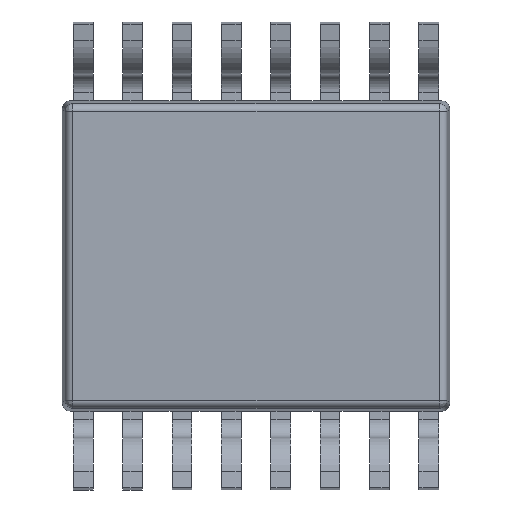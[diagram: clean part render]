
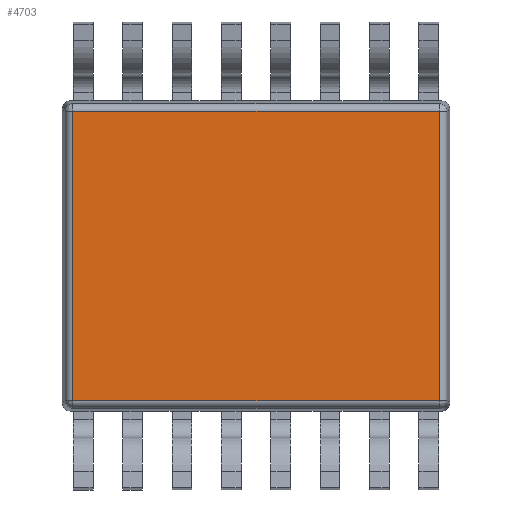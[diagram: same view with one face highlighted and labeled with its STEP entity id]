
A CAD part, front view. The second image highlights one B-rep face of the part: STEP entity #4703.
In plain terms, the highlighted planar face has unit normal (0, -1, 0).
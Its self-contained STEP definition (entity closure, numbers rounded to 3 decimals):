
#24 = DIRECTION ( 'NONE',  ( 0., 0., 1. ) ) ;
#262 = LINE ( 'NONE', #2395, #7934 ) ;
#276 = VERTEX_POINT ( 'NONE', #10708 ) ;
#314 = CARTESIAN_POINT ( 'NONE',  ( 2.355, -0.71, 1.86 ) ) ;
#461 = FACE_OUTER_BOUND ( 'NONE', #1370, .T. ) ;
#1080 = AXIS2_PLACEMENT_3D ( 'NONE', #8210, #1279, #7254 ) ;
#1279 = DIRECTION ( 'NONE',  ( 0., -1., 0. ) ) ;
#1370 = EDGE_LOOP ( 'NONE', ( #1392, #7752, #8898, #11136 ) ) ;
#1392 = ORIENTED_EDGE ( 'NONE', *, *, #4700, .T. ) ;
#2395 = CARTESIAN_POINT ( 'NONE',  ( 2.49, -0.71, 1.86 ) ) ;
#2855 = CARTESIAN_POINT ( 'NONE',  ( -2.355, -0.71, 1.995 ) ) ;
#3294 = EDGE_CURVE ( 'NONE', #11167, #5042, #5834, .T. ) ;
#3476 = LINE ( 'NONE', #7384, #11185 ) ;
#3594 = DIRECTION ( 'NONE',  ( 0., 0., -1. ) ) ;
#4024 = CARTESIAN_POINT ( 'NONE',  ( 2.49, -0.71, -1.86 ) ) ;
#4193 = EDGE_CURVE ( 'NONE', #11167, #276, #5963, .T. ) ;
#4700 = EDGE_CURVE ( 'NONE', #9301, #276, #262, .T. ) ;
#4703 = ADVANCED_FACE ( 'NONE', ( #461 ), #8155, .T. ) ;
#4877 = EDGE_CURVE ( 'NONE', #9301, #5042, #3476, .T. ) ;
#5042 = VERTEX_POINT ( 'NONE', #5950 ) ;
#5834 = LINE ( 'NONE', #4024, #12163 ) ;
#5950 = CARTESIAN_POINT ( 'NONE',  ( 2.355, -0.71, -1.86 ) ) ;
#5963 = LINE ( 'NONE', #2855, #12394 ) ;
#7254 = DIRECTION ( 'NONE',  ( 0., 0., -1. ) ) ;
#7384 = CARTESIAN_POINT ( 'NONE',  ( 2.355, -0.71, 1.995 ) ) ;
#7752 = ORIENTED_EDGE ( 'NONE', *, *, #4193, .F. ) ;
#7934 = VECTOR ( 'NONE', #10479, 1000. ) ;
#8155 = PLANE ( 'NONE',  #1080 ) ;
#8210 = CARTESIAN_POINT ( 'NONE',  ( 2.49, -0.71, -1.995 ) ) ;
#8898 = ORIENTED_EDGE ( 'NONE', *, *, #3294, .T. ) ;
#9301 = VERTEX_POINT ( 'NONE', #314 ) ;
#9750 = DIRECTION ( 'NONE',  ( 1., 0., 0. ) ) ;
#10479 = DIRECTION ( 'NONE',  ( -1., 0., 0. ) ) ;
#10708 = CARTESIAN_POINT ( 'NONE',  ( -2.355, -0.71, 1.86 ) ) ;
#11093 = CARTESIAN_POINT ( 'NONE',  ( -2.355, -0.71, -1.86 ) ) ;
#11136 = ORIENTED_EDGE ( 'NONE', *, *, #4877, .F. ) ;
#11167 = VERTEX_POINT ( 'NONE', #11093 ) ;
#11185 = VECTOR ( 'NONE', #3594, 1000. ) ;
#12163 = VECTOR ( 'NONE', #9750, 1000. ) ;
#12394 = VECTOR ( 'NONE', #24, 1000. ) ;
